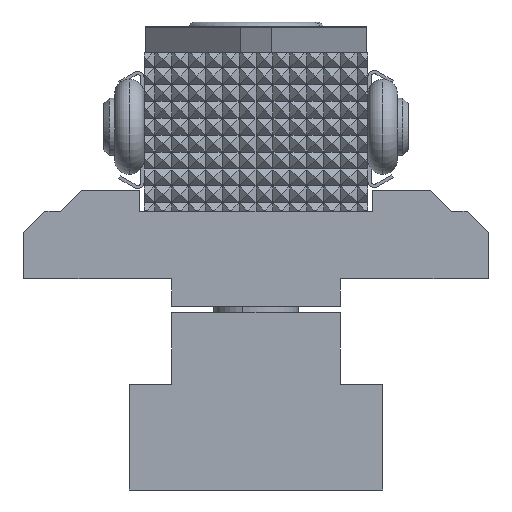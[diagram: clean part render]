
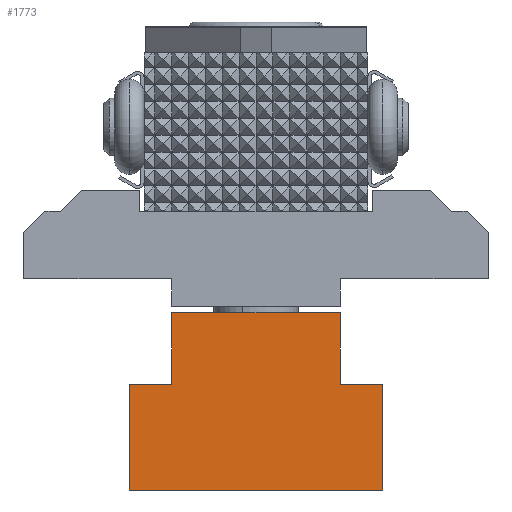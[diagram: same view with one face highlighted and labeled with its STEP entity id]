
A CAD part, front view. The second image highlights one B-rep face of the part: STEP entity #1773.
In plain terms, the highlighted planar face has unit normal (0, -1, 0).
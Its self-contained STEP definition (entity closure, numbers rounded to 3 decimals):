
#1773=ADVANCED_FACE('',(#4898),#4899,.T.);
#4898=FACE_OUTER_BOUND('',#9440,.T.);
#4899=PLANE('',#9441);
#9440=EDGE_LOOP('',(#14430,#14431,#14432,#14433,#14434,#14435,#14436,#14437));
#9441=AXIS2_PLACEMENT_3D('',#14438,#14439,#14440);
#14430=ORIENTED_EDGE('',*,*,#26028,.F.);
#14431=ORIENTED_EDGE('',*,*,#26041,.T.);
#14432=ORIENTED_EDGE('',*,*,#26037,.T.);
#14433=ORIENTED_EDGE('',*,*,#26032,.T.);
#14434=ORIENTED_EDGE('',*,*,#26048,.F.);
#14435=ORIENTED_EDGE('',*,*,#26050,.F.);
#14436=ORIENTED_EDGE('',*,*,#26054,.F.);
#14437=ORIENTED_EDGE('',*,*,#26058,.F.);
#14438=CARTESIAN_POINT('',(-5.528,-13.,-12.072));
#14439=DIRECTION('',(0.0,-1.0,0.0));
#14440=DIRECTION('',(0.0,0.0,-1.0));
#26028=EDGE_CURVE('',#30720,#30722,#30723,.T.);
#26032=EDGE_CURVE('',#30727,#30728,#30729,.T.);
#26037=EDGE_CURVE('',#30736,#30727,#30737,.T.);
#26041=EDGE_CURVE('',#30720,#30736,#30742,.T.);
#26048=EDGE_CURVE('',#30749,#30728,#30751,.T.);
#26050=EDGE_CURVE('',#30753,#30749,#30754,.T.);
#26054=EDGE_CURVE('',#30759,#30753,#30760,.T.);
#26058=EDGE_CURVE('',#30722,#30759,#30765,.T.);
#30720=VERTEX_POINT('',#37086);
#30722=VERTEX_POINT('',#37089);
#30723=LINE('',#37090,#37091);
#30727=VERTEX_POINT('',#37096);
#30728=VERTEX_POINT('',#37097);
#30729=LINE('',#37098,#37099);
#30736=VERTEX_POINT('',#37109);
#30737=LINE('',#37110,#37111);
#30742=LINE('',#37118,#37119);
#30749=VERTEX_POINT('',#37128);
#30751=LINE('',#37131,#37132);
#30753=VERTEX_POINT('',#37134);
#30754=LINE('',#37135,#37136);
#30759=VERTEX_POINT('',#37143);
#30760=LINE('',#37144,#37145);
#30765=LINE('',#37152,#37153);
#37086=CARTESIAN_POINT('',(12.,-13.,-20.));
#37089=CARTESIAN_POINT('',(-12.,-13.,-20.));
#37090=CARTESIAN_POINT('',(12.,-13.,-20.));
#37091=VECTOR('',#45841,24.0);
#37096=CARTESIAN_POINT('',(8.,-13.,-10.));
#37097=CARTESIAN_POINT('',(8.,-13.,-3.2));
#37098=CARTESIAN_POINT('',(8.,-13.,-10.));
#37099=VECTOR('',#45846,6.8);
#37109=CARTESIAN_POINT('',(12.,-13.,-10.));
#37110=CARTESIAN_POINT('',(12.,-13.,-10.));
#37111=VECTOR('',#45850,4.0);
#37118=CARTESIAN_POINT('',(12.,-13.,-20.));
#37119=VECTOR('',#45853,10.0);
#37128=CARTESIAN_POINT('',(-8.,-13.,-3.2));
#37131=CARTESIAN_POINT('',(-8.,-13.,-3.2));
#37132=VECTOR('',#45860,16.0);
#37134=CARTESIAN_POINT('',(-8.,-13.,-10.));
#37135=CARTESIAN_POINT('',(-8.,-13.,-10.));
#37136=VECTOR('',#45861,6.8);
#37143=CARTESIAN_POINT('',(-12.,-13.,-10.));
#37144=CARTESIAN_POINT('',(-12.,-13.,-10.));
#37145=VECTOR('',#45864,4.0);
#37152=CARTESIAN_POINT('',(-12.,-13.,-20.));
#37153=VECTOR('',#45867,10.0);
#45841=DIRECTION('',(-1.0,0.0,0.0));
#45846=DIRECTION('',(0.0,0.0,1.0));
#45850=DIRECTION('',(-1.0,0.0,0.0));
#45853=DIRECTION('',(0.0,0.0,1.0));
#45860=DIRECTION('',(1.0,0.0,0.0));
#45861=DIRECTION('',(0.0,0.0,1.0));
#45864=DIRECTION('',(1.0,0.0,0.0));
#45867=DIRECTION('',(0.0,0.0,1.0));
